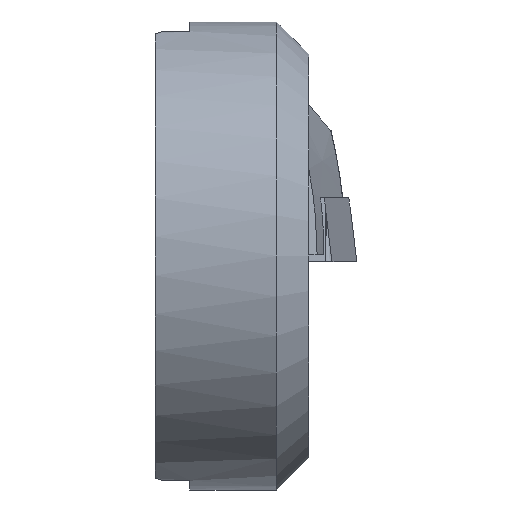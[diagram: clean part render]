
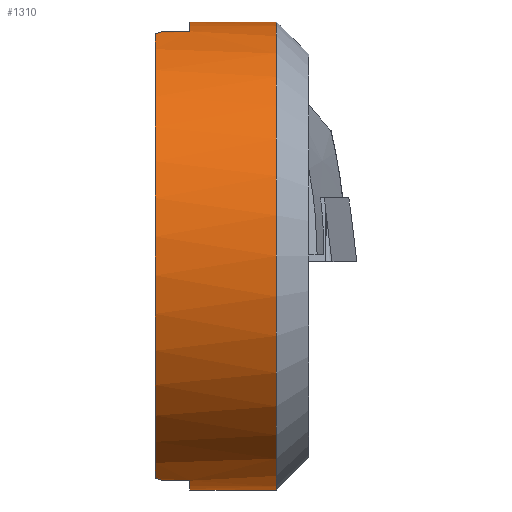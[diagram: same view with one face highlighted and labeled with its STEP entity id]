
A CAD part, left-side view. The second image highlights one B-rep face of the part: STEP entity #1310.
In plain terms, the highlighted cylindrical face has radius 14.475 mm (diameter 28.95 mm), a partial arc.
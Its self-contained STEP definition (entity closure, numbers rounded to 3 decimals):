
#700=VERTEX_POINT('NONE',#1879);
#722=EDGE_CURVE('NONE',#1208,#1176,#1902,.T.);
#840=EDGE_CURVE('NONE',#954,#1118,#2031,.T.);
#902=EDGE_CURVE('NONE',#700,#1258,#2100,.T.);
#954=VERTEX_POINT('NONE',#2158);
#962=EDGE_CURVE('NONE',#1176,#954,#2166,.T.);
#982=EDGE_CURVE('NONE',#1514,#1118,#2189,.T.);
#1012=EDGE_CURVE('NONE',#1558,#1688,#2223,.T.);
#1118=VERTEX_POINT('NONE',#2343);
#1176=VERTEX_POINT('NONE',#2409);
#1208=VERTEX_POINT('NONE',#2444);
#1258=VERTEX_POINT('NONE',#2499);
#1280=EDGE_CURVE('Kante4',#1258,#1558,#2523,.T.);
#1310=ADVANCED_FACE('Fl�che4',(#2554),#2555,.T.);
#1386=VERTEX_POINT('NONE',#2640);
#1430=EDGE_CURVE('NONE',#1688,#1386,#2691,.T.);
#1470=EDGE_CURVE('NONE',#1386,#1208,#2733,.T.);
#1488=EDGE_CURVE('NONE',#1514,#700,#2751,.T.);
#1514=VERTEX_POINT('NONE',#2777);
#1558=VERTEX_POINT('NONE',#2824);
#1688=VERTEX_POINT('NONE',#2966);
#1879=CARTESIAN_POINT('',(0.,-7.5,14.475));
#1902=(B_SPLINE_CURVE(3,(#3235,#3236,#3237,#3238),.UNSPECIFIED.,.F.,.F.)B_SPLINE_CURVE_WITH_KNOTS((4,4),(1.251,1.287),.UNSPECIFIED.)RATIONAL_B_SPLINE_CURVE((1.0,1.,1.,1.0))BOUNDED_CURVE()REPRESENTATION_ITEM('')GEOMETRIC_REPRESENTATION_ITEM()CURVE());
#2031=CIRCLE('',#3437,14.475);
#2100=LINE('',#3533,#3534);
#2158=CARTESIAN_POINT('',(-4.05,-2.15,-13.897));
#2166=LINE('',#3640,#3641);
#2189=LINE('',#3668,#3669);
#2223=LINE('',#3712,#3713);
#2343=CARTESIAN_POINT('',(0.,-2.15,-14.475));
#2409=CARTESIAN_POINT('',(-4.05,-0.5,-13.897));
#2444=CARTESIAN_POINT('',(-4.55,0.0,-13.741));
#2499=CARTESIAN_POINT('',(0.0,-2.15,14.475));
#2523=CIRCLE('',#4150,14.475);
#2554=FACE_OUTER_BOUND('',#4194,.T.);
#2555=CYLINDRICAL_SURFACE('',#4195,14.475);
#2640=CARTESIAN_POINT('',(-4.55,0.0,13.741));
#2691=(B_SPLINE_CURVE(3,(#4385,#4386,#4387,#4388),.UNSPECIFIED.,.F.,.F.)B_SPLINE_CURVE_WITH_KNOTS((4,4),(4.996,5.032),.UNSPECIFIED.)RATIONAL_B_SPLINE_CURVE((1.0,1.,1.,1.0))BOUNDED_CURVE()REPRESENTATION_ITEM('')GEOMETRIC_REPRESENTATION_ITEM()CURVE());
#2733=CIRCLE('',#4476,14.475);
#2751=CIRCLE('',#4500,14.475);
#2777=CARTESIAN_POINT('',(0.,-7.5,-14.475));
#2824=CARTESIAN_POINT('',(-4.05,-2.15,13.897));
#2966=CARTESIAN_POINT('',(-4.05,-0.5,13.897));
#3235=CARTESIAN_POINT('',(-4.55,0.0,-13.741));
#3236=CARTESIAN_POINT('',(-4.384,-0.166,-13.796));
#3237=CARTESIAN_POINT('',(-4.218,-0.332,-13.848));
#3238=CARTESIAN_POINT('',(-4.05,-0.5,-13.897));
#3437=AXIS2_PLACEMENT_3D('',#5205,#5206,#5207);
#3533=CARTESIAN_POINT('',(0.0,-9.5,14.475));
#3534=VECTOR('',#5293,1000.0);
#3640=CARTESIAN_POINT('',(-4.05,-9.5,-13.897));
#3641=VECTOR('',#5365,1000.0);
#3668=CARTESIAN_POINT('',(0.,-9.5,-14.475));
#3669=VECTOR('',#5402,1000.0);
#3712=CARTESIAN_POINT('',(-4.05,-9.5,13.897));
#3713=VECTOR('',#5449,1000.0);
#4150=AXIS2_PLACEMENT_3D('',#5840,#5841,#5842);
#4194=EDGE_LOOP('',(#5868,#5869,#5870,#5871,#5872,#5873,#5874,#5875,#5876,#5877));
#4195=AXIS2_PLACEMENT_3D('',#5878,#5879,#5880);
#4385=CARTESIAN_POINT('',(-4.05,-0.5,13.897));
#4386=CARTESIAN_POINT('',(-4.218,-0.332,13.848));
#4387=CARTESIAN_POINT('',(-4.384,-0.166,13.796));
#4388=CARTESIAN_POINT('',(-4.55,0.0,13.741));
#4476=AXIS2_PLACEMENT_3D('',#6101,#6102,#6103);
#4500=AXIS2_PLACEMENT_3D('',#6114,#6115,#6116);
#5205=CARTESIAN_POINT('',(0.0,-2.15,0.0));
#5206=DIRECTION('',(0.0,-1.0,0.0));
#5207=DIRECTION('',(0.0,0.0,-1.0));
#5293=DIRECTION('',(-0.0,1.0,0.0));
#5365=DIRECTION('',(0.0,-1.0,0.0));
#5402=DIRECTION('',(-0.0,1.0,0.0));
#5449=DIRECTION('',(-0.0,1.0,0.0));
#5840=CARTESIAN_POINT('',(0.0,-2.15,0.0));
#5841=DIRECTION('',(0.0,-1.0,0.0));
#5842=DIRECTION('',(0.0,0.0,-1.0));
#5868=ORIENTED_EDGE('',*,*,#982,.F.);
#5869=ORIENTED_EDGE('',*,*,#1488,.T.);
#5870=ORIENTED_EDGE('',*,*,#902,.T.);
#5871=ORIENTED_EDGE('',*,*,#1280,.T.);
#5872=ORIENTED_EDGE('',*,*,#1012,.T.);
#5873=ORIENTED_EDGE('',*,*,#1430,.T.);
#5874=ORIENTED_EDGE('',*,*,#1470,.T.);
#5875=ORIENTED_EDGE('',*,*,#722,.T.);
#5876=ORIENTED_EDGE('',*,*,#962,.T.);
#5877=ORIENTED_EDGE('',*,*,#840,.T.);
#5878=CARTESIAN_POINT('',(0.0,-9.5,0.0));
#5879=DIRECTION('',(-0.0,1.0,-0.0));
#5880=DIRECTION('',(0.0,0.0,1.0));
#6101=CARTESIAN_POINT('',(0.0,0.0,0.0));
#6102=DIRECTION('',(0.0,-1.0,0.0));
#6103=DIRECTION('',(0.0,0.0,-1.0));
#6114=CARTESIAN_POINT('',(0.0,-7.5,0.0));
#6115=DIRECTION('',(0.0,1.0,0.0));
#6116=DIRECTION('',(0.0,0.0,1.0));
